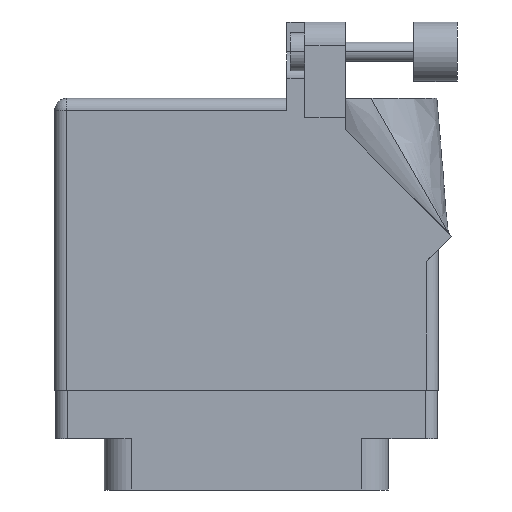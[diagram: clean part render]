
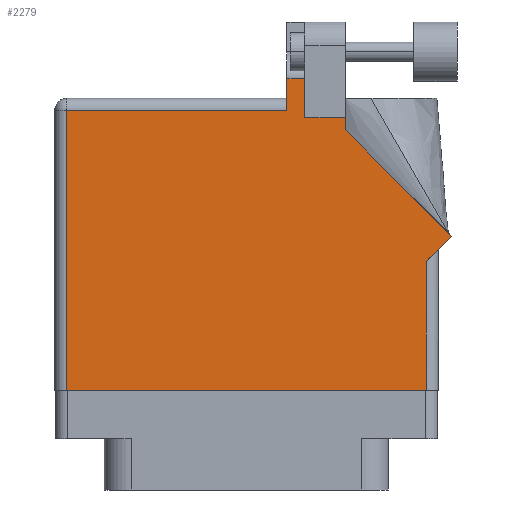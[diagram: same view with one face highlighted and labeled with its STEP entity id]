
A CAD part, front view. The second image highlights one B-rep face of the part: STEP entity #2279.
In plain terms, the highlighted face is planar.
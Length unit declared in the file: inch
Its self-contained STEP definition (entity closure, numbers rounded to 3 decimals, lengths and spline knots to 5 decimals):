
#378 = VECTOR ( 'NONE', #20590, 39.37008 ) ;
#438 = CARTESIAN_POINT ( 'NONE',  ( 0.212, 1.368, 0.455 ) ) ;
#783 = PLANE ( 'NONE',  #23258 ) ;
#793 = DIRECTION ( 'NONE',  ( -1., 0., 0. ) ) ;
#855 = EDGE_CURVE ( 'NONE', #28335, #17665, #18261, .T. ) ;
#1220 = VECTOR ( 'NONE', #26451, 39.37008 ) ;
#1514 = LINE ( 'NONE', #29751, #1895 ) ;
#1895 = VECTOR ( 'NONE', #26783, 39.37008 ) ;
#2175 = ORIENTED_EDGE ( 'NONE', *, *, #29610, .T. ) ;
#2279 = ADVANCED_FACE ( 'NONE', ( #12261 ), #783, .F. ) ;
#3010 = VECTOR ( 'NONE', #20061, 39.37008 ) ;
#3679 = VECTOR ( 'NONE', #27668, 39.37008 ) ;
#4037 = EDGE_CURVE ( 'NONE', #27388, #30672, #7004, .T. ) ;
#4196 = EDGE_CURVE ( 'NONE', #17861, #23277, #15711, .T. ) ;
#4559 = LINE ( 'NONE', #14796, #3010 ) ;
#5020 = LINE ( 'NONE', #25869, #30558 ) ;
#5052 = ORIENTED_EDGE ( 'NONE', *, *, #8049, .T. ) ;
#5085 = CARTESIAN_POINT ( 'NONE',  ( 0.63677, 1.5315, 0.455 ) ) ;
#5959 = CARTESIAN_POINT ( 'NONE',  ( 0.943, 0.575, 0.455 ) ) ;
#6396 = LINE ( 'NONE', #5085, #3679 ) ;
#6408 = CARTESIAN_POINT ( 'NONE',  ( 0.943, -0.1, 0.455 ) ) ;
#6578 = VECTOR ( 'NONE', #28917, 39.37008 ) ;
#6683 = EDGE_CURVE ( 'NONE', #24791, #27388, #19652, .T. ) ;
#6811 = EDGE_CURVE ( 'NONE', #32174, #24791, #13785, .T. ) ;
#7004 = LINE ( 'NONE', #13455, #378 ) ;
#7031 = CARTESIAN_POINT ( 'NONE',  ( 0.306, 1.33, 0.455 ) ) ;
#7364 = LINE ( 'NONE', #14695, #19581 ) ;
#8049 = EDGE_CURVE ( 'NONE', #17665, #17447, #5020, .T. ) ;
#8059 = ORIENTED_EDGE ( 'NONE', *, *, #18311, .T. ) ;
#8996 = VECTOR ( 'NONE', #17048, 39.37008 ) ;
#9052 = CARTESIAN_POINT ( 'NONE',  ( -1.005, -0.1, 0.455 ) ) ;
#9298 = CARTESIAN_POINT ( 'NONE',  ( -0.943, 1.368, 0.455 ) ) ;
#9728 = LINE ( 'NONE', #9052, #6578 ) ;
#9761 = CARTESIAN_POINT ( 'NONE',  ( 1.005, 0.637, 0.455 ) ) ;
#9767 = ORIENTED_EDGE ( 'NONE', *, *, #6683, .T. ) ;
#11679 = CARTESIAN_POINT ( 'NONE',  ( 1.07571, 0.70771, 0.455 ) ) ;
#12261 = FACE_OUTER_BOUND ( 'NONE', #31005, .T. ) ;
#12325 = DIRECTION ( 'NONE',  ( 0.707, 0.707, 0. ) ) ;
#12723 = CARTESIAN_POINT ( 'NONE',  ( 0.306, 1.5315, 0.455 ) ) ;
#13455 = CARTESIAN_POINT ( 'NONE',  ( 0.519, 1.26442, 0.455 ) ) ;
#13785 = LINE ( 'NONE', #9761, #21604 ) ;
#13915 = EDGE_CURVE ( 'NONE', #23277, #28335, #6396, .T. ) ;
#13968 = VECTOR ( 'NONE', #19890, 39.37008 ) ;
#13991 = CARTESIAN_POINT ( 'NONE',  ( 1.07571, 0.70771, 0.455 ) ) ;
#14695 = CARTESIAN_POINT ( 'NONE',  ( -0.943, -0.1, 0.455 ) ) ;
#14796 = CARTESIAN_POINT ( 'NONE',  ( 0.519, 1.33, 0.455 ) ) ;
#14799 = DIRECTION ( 'NONE',  ( 0., -1., 0. ) ) ;
#15238 = CARTESIAN_POINT ( 'NONE',  ( -0.943, -0.1, 0.455 ) ) ;
#15711 = LINE ( 'NONE', #7031, #8996 ) ;
#16843 = EDGE_CURVE ( 'NONE', #23272, #18683, #9728, .T. ) ;
#17048 = DIRECTION ( 'NONE',  ( 0., 1., 0. ) ) ;
#17272 = CARTESIAN_POINT ( 'NONE',  ( 0.212, 1.43, 0.455 ) ) ;
#17447 = VERTEX_POINT ( 'NONE', #9298 ) ;
#17665 = VERTEX_POINT ( 'NONE', #438 ) ;
#17861 = VERTEX_POINT ( 'NONE', #19763 ) ;
#18193 = CARTESIAN_POINT ( 'NONE',  ( 0.519, 1.26442, 0.455 ) ) ;
#18261 = LINE ( 'NONE', #17272, #13968 ) ;
#18311 = EDGE_CURVE ( 'NONE', #17447, #23272, #7364, .T. ) ;
#18683 = VERTEX_POINT ( 'NONE', #6408 ) ;
#19581 = VECTOR ( 'NONE', #14799, 39.37008 ) ;
#19652 = LINE ( 'NONE', #11679, #1220 ) ;
#19667 = ORIENTED_EDGE ( 'NONE', *, *, #6811, .T. ) ;
#19763 = CARTESIAN_POINT ( 'NONE',  ( 0.306, 1.33, 0.455 ) ) ;
#19890 = DIRECTION ( 'NONE',  ( 0., -1., 0. ) ) ;
#20061 = DIRECTION ( 'NONE',  ( -1., 0., 0. ) ) ;
#20403 = EDGE_CURVE ( 'NONE', #30672, #17861, #4559, .T. ) ;
#20590 = DIRECTION ( 'NONE',  ( 0., 1., 0. ) ) ;
#20630 = CARTESIAN_POINT ( 'NONE',  ( -1.005, 1.43, 0.455 ) ) ;
#21604 = VECTOR ( 'NONE', #12325, 39.37008 ) ;
#22382 = ORIENTED_EDGE ( 'NONE', *, *, #13915, .T. ) ;
#23258 = AXIS2_PLACEMENT_3D ( 'NONE', #20630, #28172, #25527 ) ;
#23272 = VERTEX_POINT ( 'NONE', #15238 ) ;
#23277 = VERTEX_POINT ( 'NONE', #12723 ) ;
#23482 = CARTESIAN_POINT ( 'NONE',  ( 0.212, 1.5315, 0.455 ) ) ;
#24791 = VERTEX_POINT ( 'NONE', #13991 ) ;
#25346 = ORIENTED_EDGE ( 'NONE', *, *, #4196, .T. ) ;
#25527 = DIRECTION ( 'NONE',  ( -1., 0., 0. ) ) ;
#25869 = CARTESIAN_POINT ( 'NONE',  ( -1.005, 1.368, 0.455 ) ) ;
#26451 = DIRECTION ( 'NONE',  ( -0.707, 0.707, 0. ) ) ;
#26557 = ORIENTED_EDGE ( 'NONE', *, *, #16843, .T. ) ;
#26783 = DIRECTION ( 'NONE',  ( 0., 1., 0. ) ) ;
#27307 = ORIENTED_EDGE ( 'NONE', *, *, #20403, .T. ) ;
#27388 = VERTEX_POINT ( 'NONE', #18193 ) ;
#27668 = DIRECTION ( 'NONE',  ( -1., 0., 0. ) ) ;
#28172 = DIRECTION ( 'NONE',  ( 0., 0., -1. ) ) ;
#28335 = VERTEX_POINT ( 'NONE', #23482 ) ;
#28917 = DIRECTION ( 'NONE',  ( 1., 0., 0. ) ) ;
#29610 = EDGE_CURVE ( 'NONE', #18683, #32174, #1514, .T. ) ;
#29751 = CARTESIAN_POINT ( 'NONE',  ( 0.943, 0.637, 0.455 ) ) ;
#29760 = CARTESIAN_POINT ( 'NONE',  ( 0.519, 1.33, 0.455 ) ) ;
#30558 = VECTOR ( 'NONE', #793, 39.37008 ) ;
#30672 = VERTEX_POINT ( 'NONE', #29760 ) ;
#30751 = ORIENTED_EDGE ( 'NONE', *, *, #4037, .T. ) ;
#31005 = EDGE_LOOP ( 'NONE', ( #25346, #22382, #32429, #5052, #8059, #26557, #2175, #19667, #9767, #30751, #27307 ) ) ;
#32174 = VERTEX_POINT ( 'NONE', #5959 ) ;
#32429 = ORIENTED_EDGE ( 'NONE', *, *, #855, .T. ) ;
